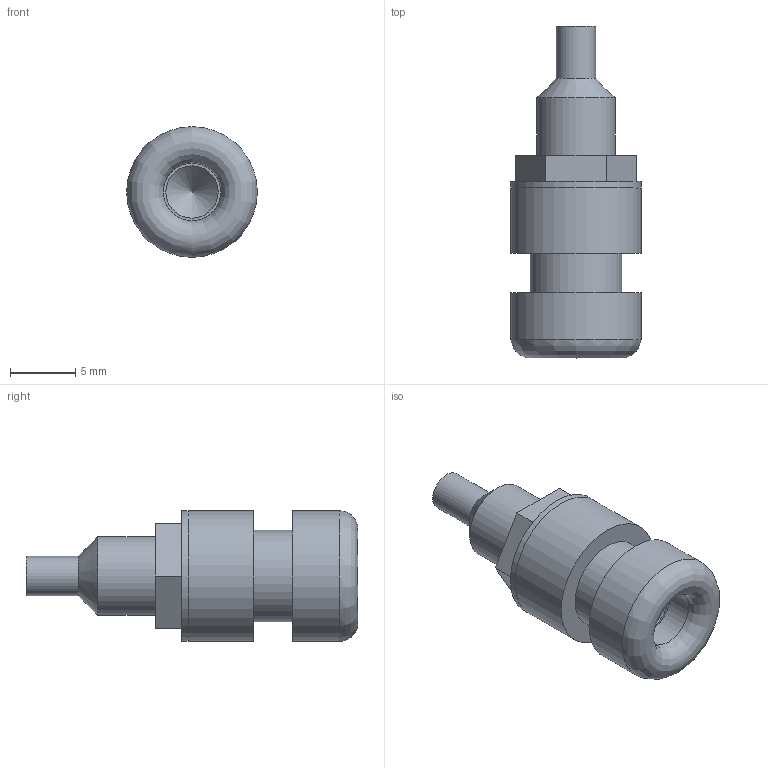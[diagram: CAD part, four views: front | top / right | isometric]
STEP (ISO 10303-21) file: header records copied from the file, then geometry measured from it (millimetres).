
FILE_DESCRIPTION(('FreeCAD Model'),'2;1');
FILE_NAME('4mm_Buchse_sw.step', '2021-02-21T14:22:26',('Author'),(''), 'Open CASCADE STEP processor 7.3','FreeCAD','Unknown');
FILE_SCHEMA(('AUTOMOTIVE_DESIGN { 1 0 10303 214 1 1 1 1 }'));
Length unit declared in the file: millimetre
Products named in the file (1): 4mm_Buchse_sw
Bounding box: 10 x 25.4 x 10 mm (x, y, z)
Volume: 907.4 mm3; surface area: 1714.1 mm2
Topology: 5 solids, 5 shells, 34 faces, 61 edges, 39 vertices
Faces by surface type: plane 18, cylinder 13, cone 2, revolution 1
Full cylindrical faces by diameter (mm): 3 x1, 4 x1, 4.4 x1, 6 x5, 7 x2, 10 x3
Entity records: 1902 total; most frequent: CARTESIAN_POINT 331, DIRECTION 262, LINE 128, VECTOR 128, ORIENTED_EDGE 120, PCURVE 120, DEFINITIONAL_REPRESENTATION 120, AXIS2_PLACEMENT_3D 62
